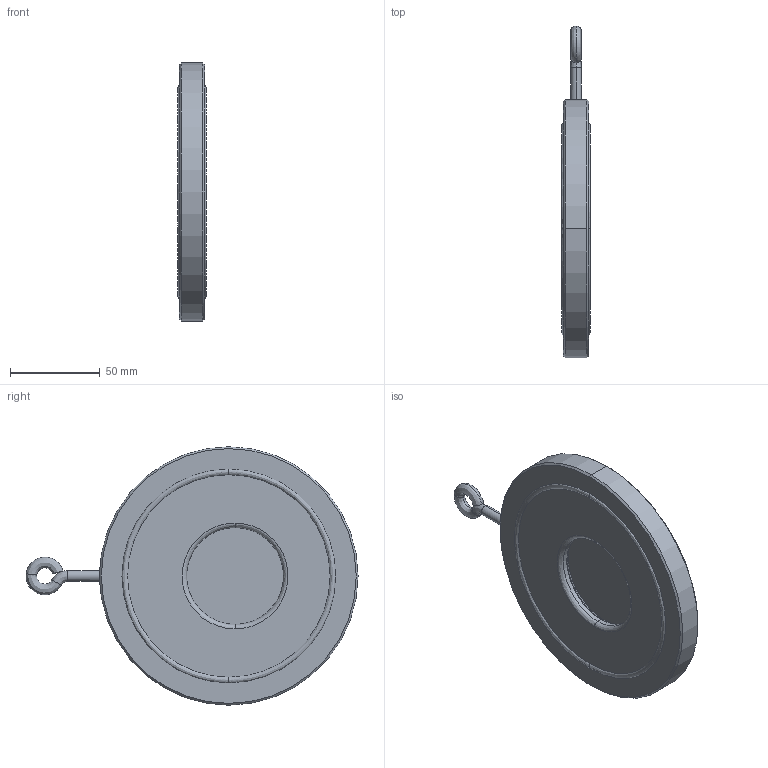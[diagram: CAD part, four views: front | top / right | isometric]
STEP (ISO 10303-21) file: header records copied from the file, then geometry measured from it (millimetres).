
FILE_DESCRIPTION (( 'STEP AP203' ), '1' );
FILE_NAME ('ZRKF-80.STEP', '2013-12-11T08:19:06', ( 'eh' ), ( 'Hewlett-Packard Company' ), 'SwSTEP 2.0', 'SolidWorks 2012', '' );
FILE_SCHEMA (( 'CONFIG_CONTROL_DESIGN' ));
Length unit declared in the file: millimetre
Products named in the file (1): ZRKF-80
Bounding box: 15.8 x 184.98 x 144 mm (x, y, z)
Volume: 204205.4 mm3; surface area: 47455.5 mm2
Topology: 3 solids, 3 shells, 59 faces, 122 edges, 73 vertices
Faces by surface type: bspline 21, cylinder 15, plane 11, cone 10, torus 2
Entity records: 2537 total; most frequent: CARTESIAN_POINT 1282, DIRECTION 250, ORIENTED_EDGE 240, EDGE_CURVE 120, AXIS2_PLACEMENT_3D 111, VERTEX_POINT 73, CIRCLE 72, EDGE_LOOP 67
